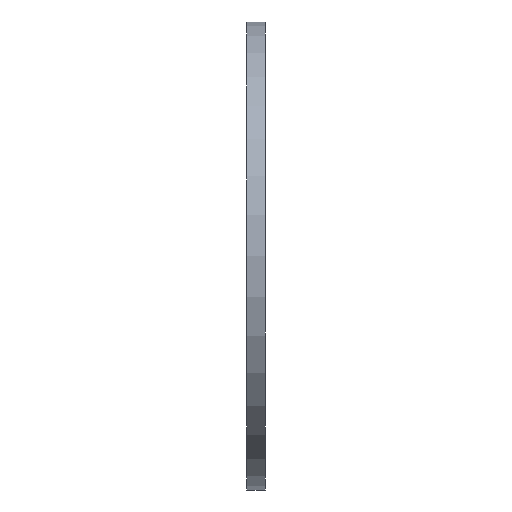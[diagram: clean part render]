
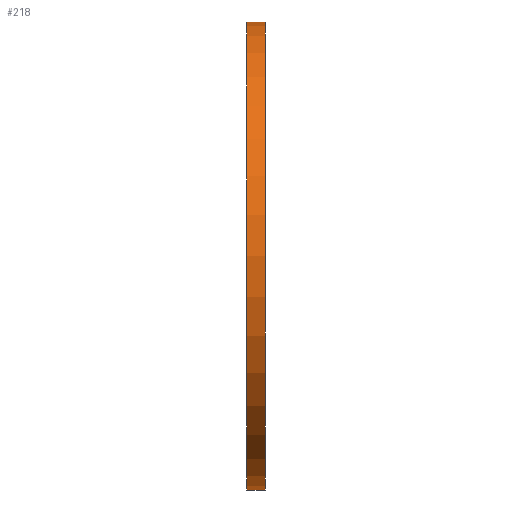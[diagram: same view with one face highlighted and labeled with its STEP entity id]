
A CAD part, left-side view. The second image highlights one B-rep face of the part: STEP entity #218.
In plain terms, the highlighted cylindrical face has radius 50 mm (diameter 100 mm), a partial arc.
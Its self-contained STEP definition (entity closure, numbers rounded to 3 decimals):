
#212 = CARTESIAN_POINT ( 'NONE',  ( 0., -2., 50. ) ) ;
#218 = ADVANCED_FACE ( 'NONE', ( #1624 ), #10920, .T. ) ;
#534 = VERTEX_POINT ( 'NONE', #732 ) ;
#683 = CARTESIAN_POINT ( 'NONE',  ( 0., 2., -50. ) ) ;
#732 = CARTESIAN_POINT ( 'NONE',  ( 0., 2., 50. ) ) ;
#834 = ORIENTED_EDGE ( 'NONE', *, *, #3865, .T. ) ;
#1098 = CARTESIAN_POINT ( 'NONE',  ( 0., 2., 50. ) ) ;
#1624 = FACE_OUTER_BOUND ( 'NONE', #3597, .T. ) ;
#1642 = VERTEX_POINT ( 'NONE', #212 ) ;
#1738 = CARTESIAN_POINT ( 'NONE',  ( 0., 2., 0. ) ) ;
#1885 = DIRECTION ( 'NONE',  ( 0., 0., 1. ) ) ;
#2000 = DIRECTION ( 'NONE',  ( 0., -1., 0. ) ) ;
#2283 = ORIENTED_EDGE ( 'NONE', *, *, #9066, .F. ) ;
#2883 = LINE ( 'NONE', #13372, #9105 ) ;
#3143 = CARTESIAN_POINT ( 'NONE',  ( 0., 2., 0. ) ) ;
#3597 = EDGE_LOOP ( 'NONE', ( #8388, #2283, #5094, #834 ) ) ;
#3865 = EDGE_CURVE ( 'NONE', #8942, #1642, #7093, .T. ) ;
#4844 = DIRECTION ( 'NONE',  ( 0., -1., 0. ) ) ;
#4868 = DIRECTION ( 'NONE',  ( 0., 0., -1. ) ) ;
#5094 = ORIENTED_EDGE ( 'NONE', *, *, #9034, .T. ) ;
#5252 = DIRECTION ( 'NONE',  ( 0., 0., 1. ) ) ;
#5861 = VECTOR ( 'NONE', #2000, 1000. ) ;
#5978 = DIRECTION ( 'NONE',  ( 0., 1., 0. ) ) ;
#6162 = AXIS2_PLACEMENT_3D ( 'NONE', #3143, #8222, #5252 ) ;
#6825 = CARTESIAN_POINT ( 'NONE',  ( 0., -2., -50. ) ) ;
#7092 = EDGE_CURVE ( 'NONE', #534, #1642, #7837, .T. ) ;
#7093 = CIRCLE ( 'NONE', #10804, 50. ) ;
#7458 = AXIS2_PLACEMENT_3D ( 'NONE', #1738, #9030, #4868 ) ;
#7837 = LINE ( 'NONE', #1098, #5861 ) ;
#8222 = DIRECTION ( 'NONE',  ( 0., 1., 0. ) ) ;
#8388 = ORIENTED_EDGE ( 'NONE', *, *, #7092, .F. ) ;
#8942 = VERTEX_POINT ( 'NONE', #6825 ) ;
#9030 = DIRECTION ( 'NONE',  ( 0., -1., 0. ) ) ;
#9034 = EDGE_CURVE ( 'NONE', #11246, #8942, #2883, .T. ) ;
#9066 = EDGE_CURVE ( 'NONE', #11246, #534, #10244, .T. ) ;
#9105 = VECTOR ( 'NONE', #4844, 1000. ) ;
#10244 = CIRCLE ( 'NONE', #6162, 50. ) ;
#10804 = AXIS2_PLACEMENT_3D ( 'NONE', #11185, #5978, #1885 ) ;
#10920 = CYLINDRICAL_SURFACE ( 'NONE', #7458, 50. ) ;
#11185 = CARTESIAN_POINT ( 'NONE',  ( 0., -2., 0. ) ) ;
#11246 = VERTEX_POINT ( 'NONE', #683 ) ;
#13372 = CARTESIAN_POINT ( 'NONE',  ( 0., 2., -50. ) ) ;
